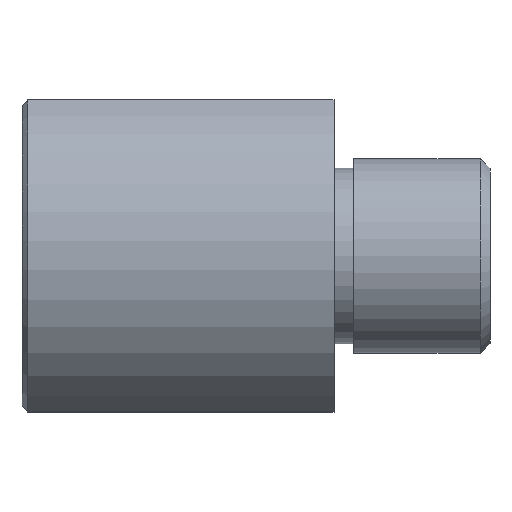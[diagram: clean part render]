
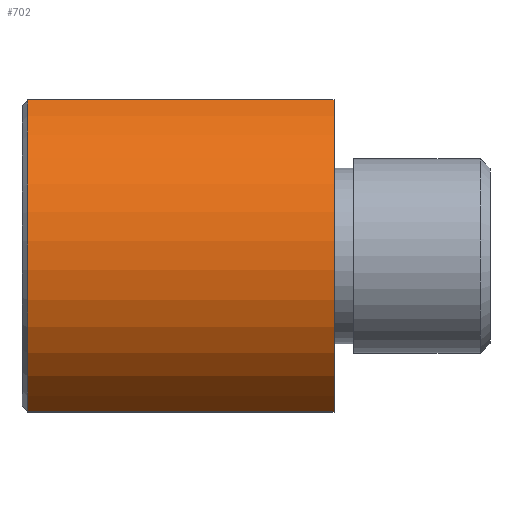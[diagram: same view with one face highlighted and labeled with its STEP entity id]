
A CAD part, top view. The second image highlights one B-rep face of the part: STEP entity #702.
In plain terms, the highlighted cylindrical face has radius 9 mm (diameter 18 mm), a partial arc.
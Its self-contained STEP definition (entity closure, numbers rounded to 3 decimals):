
#131=CARTESIAN_POINT('',(-15.7,0.,
0.));
#132=DIRECTION('',(1.,0.,0.));
#133=DIRECTION('',(0.,0.889,0.458));
#134=AXIS2_PLACEMENT_3D('',#131,#132,#133);
#164=DIRECTION('',(1.,0.,0.));
#165=VECTOR('',#164,15.7);
#166=CARTESIAN_POINT('',(-15.7,8.,4.123));
#167=LINE('',#166,#165);
#168=CARTESIAN_POINT('',(0.,0.,0.));
#169=DIRECTION('',(1.,0.,0.));
#170=DIRECTION('',(0.,0.889,0.458));
#171=AXIS2_PLACEMENT_3D('',#168,#169,#170);
#173=DIRECTION('',(1.,0.,0.));
#174=VECTOR('',#173,15.7);
#175=CARTESIAN_POINT('',(-15.7,-8.,4.123));
#176=LINE('',#175,#174);
#402=CARTESIAN_POINT('',(0.,8.,4.123));
#404=VERTEX_POINT('',#402);
#405=CARTESIAN_POINT('',(0.,-8.,4.123));
#407=VERTEX_POINT('',#405);
#425=CARTESIAN_POINT('',(-15.7,8.,4.123));
#427=VERTEX_POINT('',#425);
#438=CARTESIAN_POINT('',(-15.7,-8.,4.123));
#440=VERTEX_POINT('',#438);
#691=CARTESIAN_POINT('',(-17.2,0.,0.));
#692=DIRECTION('',(1.,0.,0.));
#693=DIRECTION('',(0.,-1.,0.));
#694=AXIS2_PLACEMENT_3D('',#691,#692,#693);
#695=CYLINDRICAL_SURFACE('',#694,9.);
#696=ORIENTED_EDGE('',*,*,#636,.F.);
#697=ORIENTED_EDGE('',*,*,#608,.T.);
#698=ORIENTED_EDGE('',*,*,#589,.T.);
#699=ORIENTED_EDGE('',*,*,#683,.F.);
#700=EDGE_LOOP('',(#696,#697,#698,#699));
#701=FACE_OUTER_BOUND('',#700,.F.);
#702=ADVANCED_FACE('',(#701),#695,.T.);
#135=CIRCLE('',#134,9.);
#172=CIRCLE('',#171,9.);
#589=EDGE_CURVE('',#404,#407,#172,.T.);
#608=EDGE_CURVE('',#427,#404,#167,.T.);
#636=EDGE_CURVE('',#427,#440,#135,.T.);
#683=EDGE_CURVE('',#440,#407,#176,.T.);
